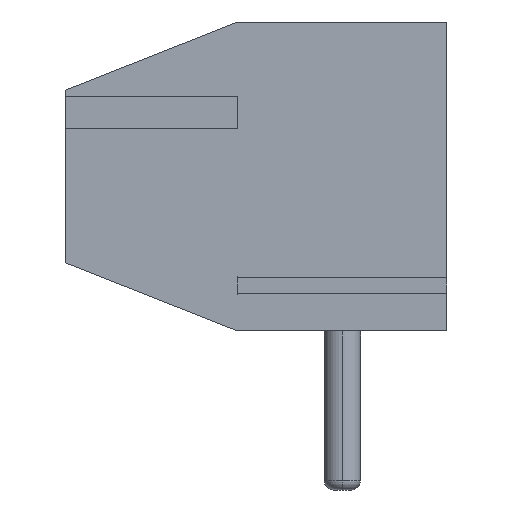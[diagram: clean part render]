
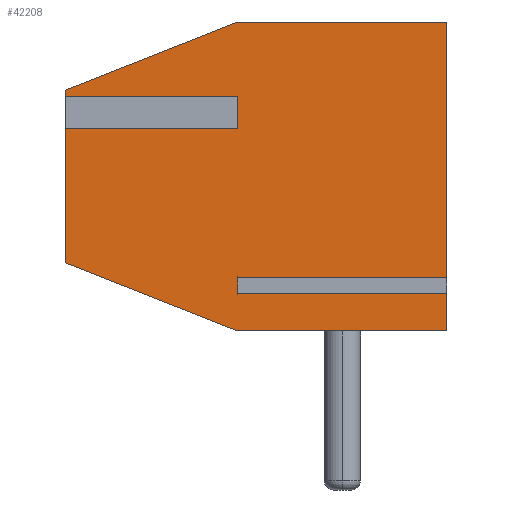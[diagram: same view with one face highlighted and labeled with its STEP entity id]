
A CAD part, left-side view. The second image highlights one B-rep face of the part: STEP entity #42208.
In plain terms, the highlighted planar face has unit normal (-1, 0, 0).
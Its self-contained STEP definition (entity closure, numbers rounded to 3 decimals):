
#765 = VERTEX_POINT ( 'NONE', #44399 ) ;
#1005 = CARTESIAN_POINT ( 'NONE',  ( 0., 8.4, 0. ) ) ;
#1145 = VECTOR ( 'NONE', #6331, 1000. ) ;
#1163 = LINE ( 'NONE', #43327, #13215 ) ;
#1233 = VERTEX_POINT ( 'NONE', #38417 ) ;
#1342 = CARTESIAN_POINT ( 'NONE',  ( 0., 8.4, 4.968 ) ) ;
#2309 = ORIENTED_EDGE ( 'NONE', *, *, #13063, .T. ) ;
#2439 = ORIENTED_EDGE ( 'NONE', *, *, #9440, .T. ) ;
#2637 = EDGE_CURVE ( 'NONE', #39936, #22991, #44094, .T. ) ;
#3589 = CARTESIAN_POINT ( 'NONE',  ( 0., 8.4, 6.8 ) ) ;
#3753 = LINE ( 'NONE', #39262, #26167 ) ;
#4071 = LINE ( 'NONE', #32457, #34830 ) ;
#4090 = LINE ( 'NONE', #4529, #25441 ) ;
#4141 = EDGE_CURVE ( 'NONE', #32148, #1233, #4090, .T. ) ;
#4529 = CARTESIAN_POINT ( 'NONE',  ( 0., 0., 6.8 ) ) ;
#4574 = ORIENTED_EDGE ( 'NONE', *, *, #4141, .T. ) ;
#4592 = LINE ( 'NONE', #1342, #12323 ) ;
#4824 = DIRECTION ( 'NONE',  ( 0., -1., 0. ) ) ;
#5431 = VECTOR ( 'NONE', #25634, 1000. ) ;
#5954 = FACE_OUTER_BOUND ( 'NONE', #28909, .T. ) ;
#6331 = DIRECTION ( 'NONE',  ( 0., 0., 1. ) ) ;
#6495 = VERTEX_POINT ( 'NONE', #38059 ) ;
#6523 = DIRECTION ( 'NONE',  ( 0., -1., 0. ) ) ;
#7446 = LINE ( 'NONE', #21454, #24579 ) ;
#8790 = LINE ( 'NONE', #1005, #23618 ) ;
#8966 = VECTOR ( 'NONE', #17829, 1000. ) ;
#9170 = ORIENTED_EDGE ( 'NONE', *, *, #17656, .F. ) ;
#9436 = EDGE_CURVE ( 'NONE', #35592, #26168, #10925, .T. ) ;
#9440 = EDGE_CURVE ( 'NONE', #30547, #765, #4071, .T. ) ;
#9598 = LINE ( 'NONE', #44192, #27792 ) ;
#9868 = CARTESIAN_POINT ( 'NONE',  ( 0., 8.4, 4.632 ) ) ;
#10230 = LINE ( 'NONE', #27063, #1145 ) ;
#10473 = CARTESIAN_POINT ( 'NONE',  ( 0., 0., 0. ) ) ;
#10925 = LINE ( 'NONE', #32222, #8966 ) ;
#12323 = VECTOR ( 'NONE', #4824, 1000. ) ;
#13021 = DIRECTION ( 'NONE',  ( 0., 0., 1. ) ) ;
#13063 = EDGE_CURVE ( 'NONE', #765, #33262, #1163, .T. ) ;
#13215 = VECTOR ( 'NONE', #6523, 1000. ) ;
#14203 = ORIENTED_EDGE ( 'NONE', *, *, #32710, .F. ) ;
#15845 = DIRECTION ( 'NONE',  ( 0., 0., -1. ) ) ;
#17656 = EDGE_CURVE ( 'NONE', #39475, #31699, #20752, .T. ) ;
#17829 = DIRECTION ( 'NONE',  ( 0., -1., 0. ) ) ;
#17989 = DIRECTION ( 'NONE',  ( 0., 0., -1. ) ) ;
#18008 = ORIENTED_EDGE ( 'NONE', *, *, #30376, .T. ) ;
#18055 = DIRECTION ( 'NONE',  ( 0., 0., 1. ) ) ;
#18381 = CARTESIAN_POINT ( 'NONE',  ( 0., 4.6, 4.632 ) ) ;
#19510 = DIRECTION ( 'NONE',  ( 1., 0., 0. ) ) ;
#19979 = PLANE ( 'NONE',  #39153 ) ;
#20184 = CARTESIAN_POINT ( 'NONE',  ( 0., 0., 1.168 ) ) ;
#20228 = LINE ( 'NONE', #37569, #41121 ) ;
#20752 = LINE ( 'NONE', #31907, #27932 ) ;
#21056 = VECTOR ( 'NONE', #31752, 1000. ) ;
#21454 = CARTESIAN_POINT ( 'NONE',  ( 0., 4.6, 0.832 ) ) ;
#21989 = CARTESIAN_POINT ( 'NONE',  ( 0., 4.6, 0. ) ) ;
#22668 = EDGE_CURVE ( 'NONE', #36376, #6495, #4592, .T. ) ;
#22991 = VERTEX_POINT ( 'NONE', #37723 ) ;
#23618 = VECTOR ( 'NONE', #36979, 1000. ) ;
#24579 = VECTOR ( 'NONE', #28614, 1000. ) ;
#25188 = ORIENTED_EDGE ( 'NONE', *, *, #32229, .F. ) ;
#25256 = ORIENTED_EDGE ( 'NONE', *, *, #2637, .F. ) ;
#25441 = VECTOR ( 'NONE', #28687, 1000. ) ;
#25634 = DIRECTION ( 'NONE',  ( 0., -1., 0. ) ) ;
#25997 = VERTEX_POINT ( 'NONE', #44727 ) ;
#26167 = VECTOR ( 'NONE', #17989, 1000. ) ;
#26168 = VERTEX_POINT ( 'NONE', #18381 ) ;
#27063 = CARTESIAN_POINT ( 'NONE',  ( 0., 0., 6.8 ) ) ;
#27792 = VECTOR ( 'NONE', #13021, 1000. ) ;
#27932 = VECTOR ( 'NONE', #27935, 1000. ) ;
#27935 = DIRECTION ( 'NONE',  ( 0., 0.93, 0.367 ) ) ;
#28614 = DIRECTION ( 'NONE',  ( 0., -1., 0. ) ) ;
#28687 = DIRECTION ( 'NONE',  ( 0., 0., 1. ) ) ;
#28909 = EDGE_LOOP ( 'NONE', ( #2309, #33103, #25256, #30503, #14203, #36539, #34580, #44049, #25188, #9170, #18008, #4574, #41067, #2439 ) ) ;
#29839 = CARTESIAN_POINT ( 'NONE',  ( 0., 8.4, 1.5 ) ) ;
#30376 = EDGE_CURVE ( 'NONE', #39475, #32148, #8790, .T. ) ;
#30503 = ORIENTED_EDGE ( 'NONE', *, *, #31528, .F. ) ;
#30547 = VERTEX_POINT ( 'NONE', #41549 ) ;
#31528 = EDGE_CURVE ( 'NONE', #25997, #39936, #20228, .T. ) ;
#31699 = VERTEX_POINT ( 'NONE', #29839 ) ;
#31752 = DIRECTION ( 'NONE',  ( 0., 0., 1. ) ) ;
#31907 = CARTESIAN_POINT ( 'NONE',  ( 0., 8.4, 1.5 ) ) ;
#32148 = VERTEX_POINT ( 'NONE', #10473 ) ;
#32222 = CARTESIAN_POINT ( 'NONE',  ( 0., 8.4, 4.632 ) ) ;
#32229 = EDGE_CURVE ( 'NONE', #31699, #35592, #32690, .T. ) ;
#32457 = CARTESIAN_POINT ( 'NONE',  ( 0., 4.6, 0.832 ) ) ;
#32690 = LINE ( 'NONE', #3589, #21056 ) ;
#32710 = EDGE_CURVE ( 'NONE', #36376, #25997, #9598, .T. ) ;
#33103 = ORIENTED_EDGE ( 'NONE', *, *, #40736, .T. ) ;
#33262 = VERTEX_POINT ( 'NONE', #20184 ) ;
#33684 = DIRECTION ( 'NONE',  ( 0., -0.93, 0.367 ) ) ;
#34580 = ORIENTED_EDGE ( 'NONE', *, *, #35234, .T. ) ;
#34830 = VECTOR ( 'NONE', #18055, 1000. ) ;
#35234 = EDGE_CURVE ( 'NONE', #6495, #26168, #3753, .T. ) ;
#35592 = VERTEX_POINT ( 'NONE', #9868 ) ;
#36114 = CARTESIAN_POINT ( 'NONE',  ( 0., 8.4, 6.8 ) ) ;
#36376 = VERTEX_POINT ( 'NONE', #44602 ) ;
#36539 = ORIENTED_EDGE ( 'NONE', *, *, #22668, .T. ) ;
#36979 = DIRECTION ( 'NONE',  ( 0., -1., 0. ) ) ;
#37569 = CARTESIAN_POINT ( 'NONE',  ( 0., 8.4, 5.3 ) ) ;
#37723 = CARTESIAN_POINT ( 'NONE',  ( 0., 0., 6.8 ) ) ;
#38059 = CARTESIAN_POINT ( 'NONE',  ( 0., 4.6, 4.968 ) ) ;
#38417 = CARTESIAN_POINT ( 'NONE',  ( 0., 0., 0.832 ) ) ;
#39153 = AXIS2_PLACEMENT_3D ( 'NONE', #41239, #19510, #15845 ) ;
#39262 = CARTESIAN_POINT ( 'NONE',  ( 0., 4.6, 4.968 ) ) ;
#39475 = VERTEX_POINT ( 'NONE', #21989 ) ;
#39936 = VERTEX_POINT ( 'NONE', #41784 ) ;
#40736 = EDGE_CURVE ( 'NONE', #33262, #22991, #10230, .T. ) ;
#41067 = ORIENTED_EDGE ( 'NONE', *, *, #41289, .F. ) ;
#41121 = VECTOR ( 'NONE', #33684, 1000. ) ;
#41239 = CARTESIAN_POINT ( 'NONE',  ( 0., 8.4, 6.8 ) ) ;
#41289 = EDGE_CURVE ( 'NONE', #30547, #1233, #7446, .T. ) ;
#41549 = CARTESIAN_POINT ( 'NONE',  ( 0., 4.6, 0.832 ) ) ;
#41784 = CARTESIAN_POINT ( 'NONE',  ( 0., 4.6, 6.8 ) ) ;
#42208 = ADVANCED_FACE ( 'NONE', ( #5954 ), #19979, .F. ) ;
#43327 = CARTESIAN_POINT ( 'NONE',  ( 0., 4.6, 1.168 ) ) ;
#44049 = ORIENTED_EDGE ( 'NONE', *, *, #9436, .F. ) ;
#44094 = LINE ( 'NONE', #36114, #5431 ) ;
#44192 = CARTESIAN_POINT ( 'NONE',  ( 0., 8.4, 6.8 ) ) ;
#44399 = CARTESIAN_POINT ( 'NONE',  ( 0., 4.6, 1.168 ) ) ;
#44602 = CARTESIAN_POINT ( 'NONE',  ( 0., 8.4, 4.968 ) ) ;
#44727 = CARTESIAN_POINT ( 'NONE',  ( 0., 8.4, 5.3 ) ) ;
